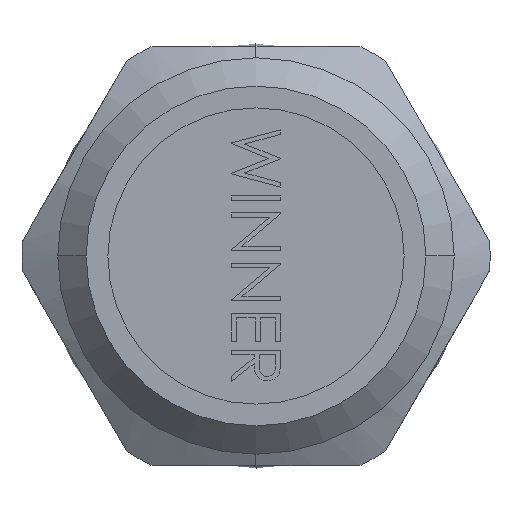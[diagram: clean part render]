
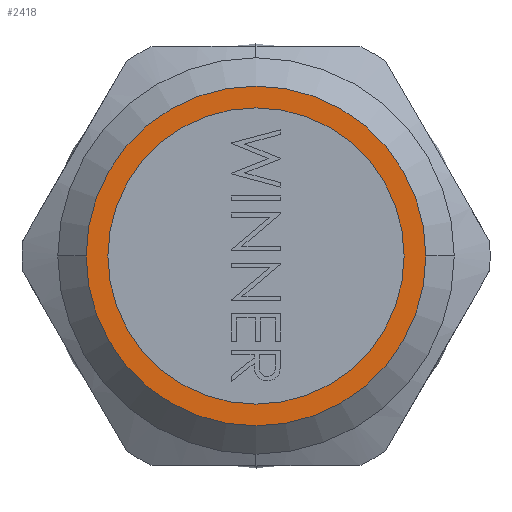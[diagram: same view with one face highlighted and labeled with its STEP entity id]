
A CAD part, left-side view. The second image highlights one B-rep face of the part: STEP entity #2418.
In plain terms, the highlighted planar face has unit normal (-1, 0, 0).
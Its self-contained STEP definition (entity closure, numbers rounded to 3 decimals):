
#105 = ORIENTED_EDGE ( 'NONE', *, *, #4998, .F. ) ;
#114 = EDGE_LOOP ( 'NONE', ( #1973, #105 ) ) ;
#127 = VERTEX_POINT ( 'NONE', #11819 ) ;
#226 = EDGE_CURVE ( 'NONE', #7256, #6607, #3522, .T. ) ;
#235 = EDGE_CURVE ( 'NONE', #127, #8553, #3967, .T. ) ;
#442 = DIRECTION ( 'NONE',  ( 0., 0., 1. ) ) ;
#1051 = PLANE ( 'NONE',  #11132 ) ;
#1438 = CARTESIAN_POINT ( 'NONE',  ( -15.55, 9., 0. ) ) ;
#1451 = ORIENTED_EDGE ( 'NONE', *, *, #226, .F. ) ;
#1973 = ORIENTED_EDGE ( 'NONE', *, *, #235, .F. ) ;
#2317 = DIRECTION ( 'NONE',  ( -1., 0., 0. ) ) ;
#2418 = ADVANCED_FACE ( 'NONE', ( #2705, #6711 ), #1051, .T. ) ;
#2705 = FACE_OUTER_BOUND ( 'NONE', #10233, .T. ) ;
#3182 = AXIS2_PLACEMENT_3D ( 'NONE', #10953, #2317, #442 ) ;
#3465 = DIRECTION ( 'NONE',  ( -1., 0., 0. ) ) ;
#3522 = CIRCLE ( 'NONE', #10994, 9. ) ;
#3967 = CIRCLE ( 'NONE', #8824, 7.85 ) ;
#4119 = CARTESIAN_POINT ( 'NONE',  ( -15.55, 0., 0. ) ) ;
#4404 = AXIS2_PLACEMENT_3D ( 'NONE', #4119, #10791, #11536 ) ;
#4692 = CARTESIAN_POINT ( 'NONE',  ( -15.55, 0., 0. ) ) ;
#4998 = EDGE_CURVE ( 'NONE', #8553, #127, #10535, .T. ) ;
#5256 = CARTESIAN_POINT ( 'NONE',  ( -15.55, 0., 0. ) ) ;
#5609 = DIRECTION ( 'NONE',  ( 0., 1., 0. ) ) ;
#6256 = CARTESIAN_POINT ( 'NONE',  ( -15.55, -9., 0. ) ) ;
#6607 = VERTEX_POINT ( 'NONE', #6256 ) ;
#6711 = FACE_BOUND ( 'NONE', #114, .T. ) ;
#7208 = EDGE_CURVE ( 'NONE', #6607, #7256, #10021, .T. ) ;
#7256 = VERTEX_POINT ( 'NONE', #1438 ) ;
#8178 = DIRECTION ( 'NONE',  ( 0., 0., 1. ) ) ;
#8220 = CARTESIAN_POINT ( 'NONE',  ( -15.55, 0., 0. ) ) ;
#8317 = CARTESIAN_POINT ( 'NONE',  ( -15.55, 0., -7.85 ) ) ;
#8553 = VERTEX_POINT ( 'NONE', #8317 ) ;
#8824 = AXIS2_PLACEMENT_3D ( 'NONE', #8220, #3465, #8178 ) ;
#9479 = DIRECTION ( 'NONE',  ( -1., 0., 0. ) ) ;
#10021 = CIRCLE ( 'NONE', #4404, 9. ) ;
#10093 = DIRECTION ( 'NONE',  ( 0., -1., 0. ) ) ;
#10233 = EDGE_LOOP ( 'NONE', ( #11764, #1451 ) ) ;
#10535 = CIRCLE ( 'NONE', #3182, 7.85 ) ;
#10791 = DIRECTION ( 'NONE',  ( 1., 0., 0. ) ) ;
#10953 = CARTESIAN_POINT ( 'NONE',  ( -15.55, 0., 0. ) ) ;
#10994 = AXIS2_PLACEMENT_3D ( 'NONE', #5256, #11022, #10093 ) ;
#11022 = DIRECTION ( 'NONE',  ( 1., 0., 0. ) ) ;
#11132 = AXIS2_PLACEMENT_3D ( 'NONE', #4692, #9479, #5609 ) ;
#11536 = DIRECTION ( 'NONE',  ( 0., -1., 0. ) ) ;
#11764 = ORIENTED_EDGE ( 'NONE', *, *, #7208, .F. ) ;
#11819 = CARTESIAN_POINT ( 'NONE',  ( -15.55, 0., 7.85 ) ) ;
